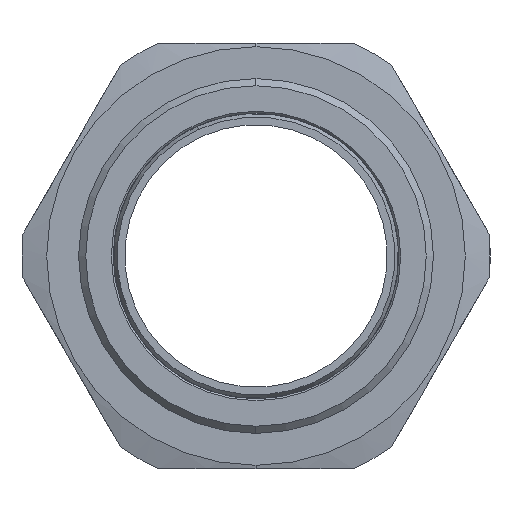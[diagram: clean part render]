
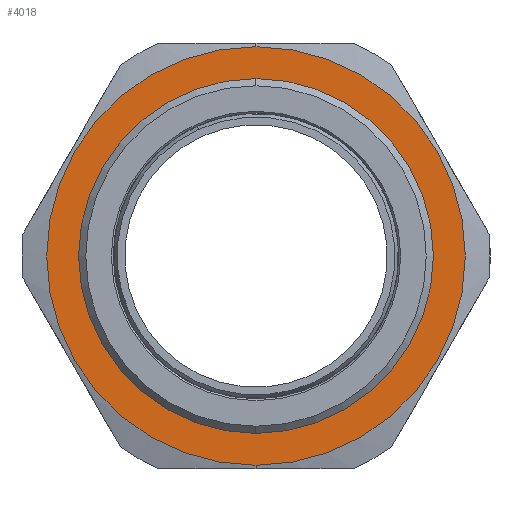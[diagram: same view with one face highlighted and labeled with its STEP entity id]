
A CAD part, left-side view. The second image highlights one B-rep face of the part: STEP entity #4018.
In plain terms, the highlighted planar face has unit normal (-1, 0, 0).
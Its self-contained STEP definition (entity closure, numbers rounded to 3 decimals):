
#11 = DIRECTION ( 'NONE',  ( 0., 0., -1. ) ) ;
#25 = CARTESIAN_POINT ( 'NONE',  ( 15., 0., 0. ) ) ;
#30 = ORIENTED_EDGE ( 'NONE', *, *, #143, .F. ) ;
#36 = DIRECTION ( 'NONE',  ( 0., 0., 1. ) ) ;
#54 = PLANE ( 'NONE',  #289 ) ;
#80 = CARTESIAN_POINT ( 'NONE',  ( 15., 0., 25. ) ) ;
#143 = EDGE_CURVE ( 'NONE', #953, #3266, #775, .T. ) ;
#289 = AXIS2_PLACEMENT_3D ( 'NONE', #1580, #977, #11 ) ;
#379 = CARTESIAN_POINT ( 'NONE',  ( 15., 0., -25. ) ) ;
#597 = CARTESIAN_POINT ( 'NONE',  ( 15., 0., 0. ) ) ;
#624 = ORIENTED_EDGE ( 'NONE', *, *, #3920, .T. ) ;
#775 = CIRCLE ( 'NONE', #2120, 25. ) ;
#825 = DIRECTION ( 'NONE',  ( 0., 0., 1. ) ) ;
#953 = VERTEX_POINT ( 'NONE', #80 ) ;
#959 = EDGE_CURVE ( 'NONE', #3266, #953, #1157, .T. ) ;
#977 = DIRECTION ( 'NONE',  ( 1., 0., 0. ) ) ;
#1117 = EDGE_LOOP ( 'NONE', ( #3452, #30 ) ) ;
#1157 = CIRCLE ( 'NONE', #1870, 25. ) ;
#1283 = CIRCLE ( 'NONE', #1716, 29.5 ) ;
#1311 = DIRECTION ( 'NONE',  ( 0., 0., 1. ) ) ;
#1580 = CARTESIAN_POINT ( 'NONE',  ( 15., 25., 0. ) ) ;
#1621 = EDGE_CURVE ( 'NONE', #3330, #3518, #2832, .T. ) ;
#1629 = CARTESIAN_POINT ( 'NONE',  ( 15., 0., 29.5 ) ) ;
#1637 = AXIS2_PLACEMENT_3D ( 'NONE', #597, #4054, #3431 ) ;
#1716 = AXIS2_PLACEMENT_3D ( 'NONE', #25, #3813, #1311 ) ;
#1870 = AXIS2_PLACEMENT_3D ( 'NONE', #1924, #3790, #36 ) ;
#1924 = CARTESIAN_POINT ( 'NONE',  ( 15., 0., 0. ) ) ;
#2120 = AXIS2_PLACEMENT_3D ( 'NONE', #2756, #3395, #825 ) ;
#2187 = EDGE_LOOP ( 'NONE', ( #3948, #624 ) ) ;
#2726 = FACE_OUTER_BOUND ( 'NONE', #2187, .T. ) ;
#2756 = CARTESIAN_POINT ( 'NONE',  ( 15., 0., 0. ) ) ;
#2832 = CIRCLE ( 'NONE', #1637, 29.5 ) ;
#2957 = FACE_BOUND ( 'NONE', #1117, .T. ) ;
#3060 = CARTESIAN_POINT ( 'NONE',  ( 15., 0., -29.5 ) ) ;
#3266 = VERTEX_POINT ( 'NONE', #379 ) ;
#3330 = VERTEX_POINT ( 'NONE', #3060 ) ;
#3395 = DIRECTION ( 'NONE',  ( -1., 0., 0. ) ) ;
#3431 = DIRECTION ( 'NONE',  ( 0., 0., 1. ) ) ;
#3452 = ORIENTED_EDGE ( 'NONE', *, *, #959, .F. ) ;
#3518 = VERTEX_POINT ( 'NONE', #1629 ) ;
#3790 = DIRECTION ( 'NONE',  ( -1., 0., 0. ) ) ;
#3813 = DIRECTION ( 'NONE',  ( -1., 0., 0. ) ) ;
#3920 = EDGE_CURVE ( 'NONE', #3518, #3330, #1283, .T. ) ;
#3948 = ORIENTED_EDGE ( 'NONE', *, *, #1621, .T. ) ;
#4018 = ADVANCED_FACE ( 'NONE', ( #2957, #2726 ), #54, .F. ) ;
#4054 = DIRECTION ( 'NONE',  ( -1., 0., 0. ) ) ;
